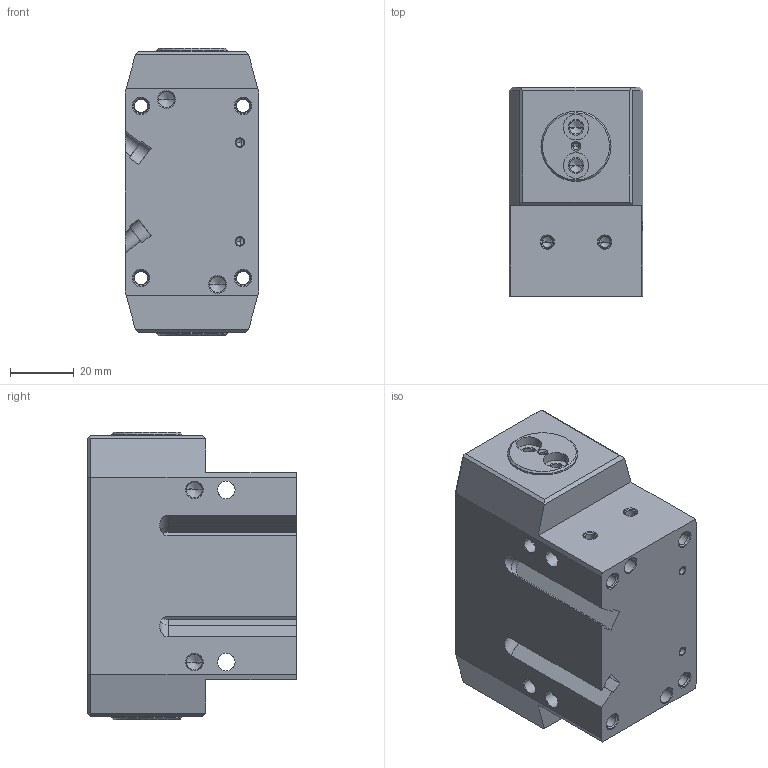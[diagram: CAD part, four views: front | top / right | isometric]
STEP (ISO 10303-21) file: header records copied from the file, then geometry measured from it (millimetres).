
FILE_DESCRIPTION((''),'2;1');
FILE_NAME('OPH88_CATALOGO_ASM','2011-03-11T',('DARIO'),(''),'PRO/ENGINEER BY PARAMETRIC TECHNOLOGY CORPORATION, 2010180','PRO/ENGINEER BY PARAMETRIC TECHNOLOGY CORPORATION, 2010180','');
FILE_SCHEMA(('CONFIG_CONTROL_DESIGN'));
Length unit declared in the file: millimetre
Products named in the file (3): CORPO_CATALOGO_OPH88; GRIFFA_CATALOGO_OPH88; OPH88_CATALOGO_ASM
Assembly tree (3 placements, depth 2):
  OPH88_CATALOGO_ASM
    CORPO_CATALOGO_OPH88
    GRIFFA_CATALOGO_OPH88  x2
Bounding box: 42 x 65.5 x 90 mm (x, y, z)
Volume: 195578.3 mm3; surface area: 46065.9 mm2
Topology: 3 solids, 19 shells, 262 faces, 674 edges, 412 vertices
Faces by surface type: cylinder 122, plane 70, cone 70
Entity records: 7520 total; most frequent: CARTESIAN_POINT 1737, DIRECTION 1264, ORIENTED_EDGE 1096, EDGE_CURVE 576, AXIS2_PLACEMENT_3D 488, VERTEX_POINT 369, VECTOR 288, LINE 288
